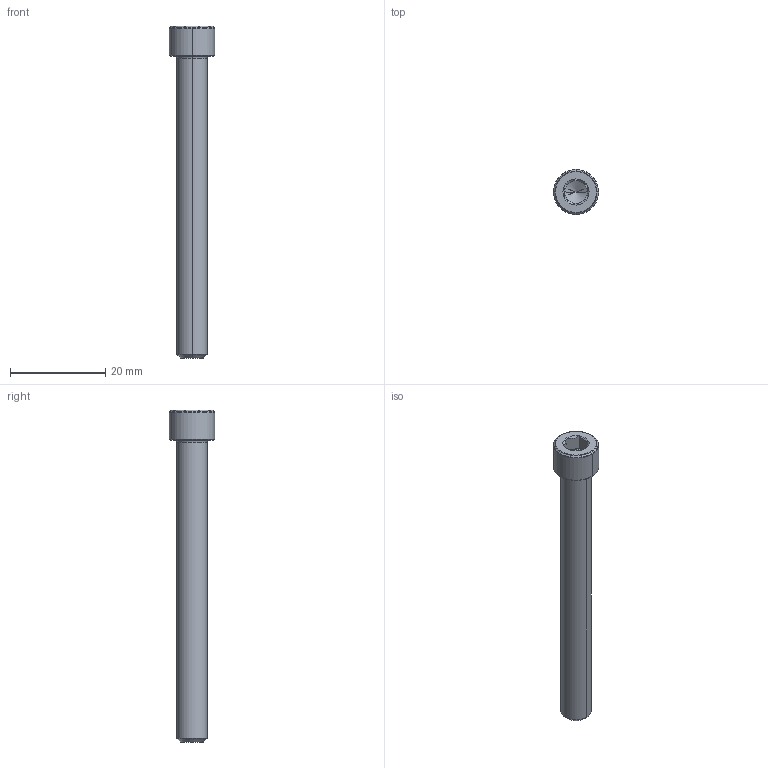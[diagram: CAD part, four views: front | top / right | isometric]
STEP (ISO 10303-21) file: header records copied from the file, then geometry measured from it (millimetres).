
FILE_DESCRIPTION (( 'STEP AP203' ), '1' );
FILE_NAME ('90044A127_NO THREADS_Black-Oxide Alloy Steel Socket Head Screw.STEP', '2024-03-19T19:59:37', ( 'Administrator' ), ( 'Managed by Terraform' ), 'SwSTEP 2.0', 'SolidWorks 2017', '' );
FILE_SCHEMA (( 'CONFIG_CONTROL_DESIGN' ));
Length unit declared in the file: inch
Products named in the file (1): 90044A127_NO THREADS_Black-Oxide Alloy Steel Socket Head Screw
Bounding box: 9.53 x 9.53 x 69.85 mm (x, y, z)
Volume: 2384.2 mm3; surface area: 1627.6 mm2
Topology: 1 solids, 1 shells, 40 faces, 79 edges, 41 vertices
Faces by surface type: cone 15, plane 15, torus 6, cylinder 4
Entity records: 1120 total; most frequent: CARTESIAN_POINT 222, DIRECTION 191, ORIENTED_EDGE 154, AXIS2_PLACEMENT_3D 80, EDGE_CURVE 77, EDGE_LOOP 42, VERTEX_POINT 41, ADVANCED_FACE 40
